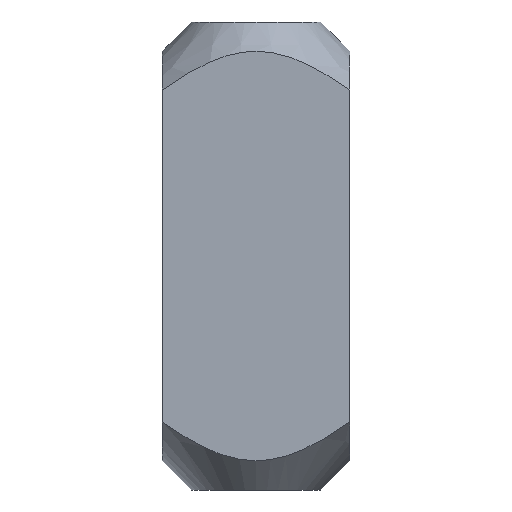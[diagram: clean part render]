
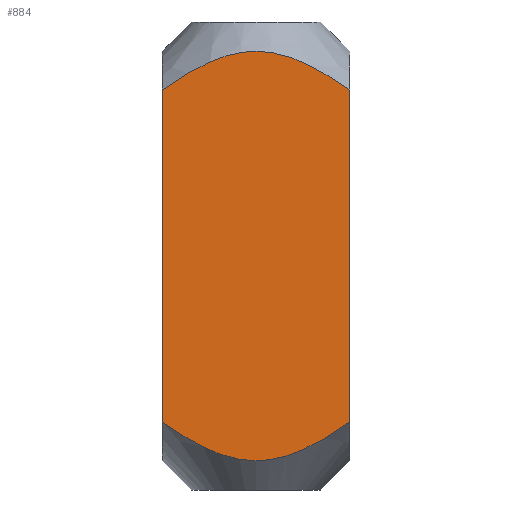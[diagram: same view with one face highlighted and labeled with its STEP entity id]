
A CAD part, front view. The second image highlights one B-rep face of the part: STEP entity #884.
In plain terms, the highlighted planar face has unit normal (0, -1, 0).
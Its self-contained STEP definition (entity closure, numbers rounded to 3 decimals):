
#35 = VERTEX_POINT('',#36);
#36 = CARTESIAN_POINT('',(-4.,-4.,2.907));
#44 = CONICAL_SURFACE('',#45,12.,0.785);
#45 = AXIS2_PLACEMENT_3D('',#46,#47,#48);
#46 = CARTESIAN_POINT('',(0.,0.,9.25));
#47 = DIRECTION('',(0.,0.,1.));
#48 = DIRECTION('',(1.,0.,0.));
#73 = PLANE('',#74);
#74 = AXIS2_PLACEMENT_3D('',#75,#76,#77);
#75 = CARTESIAN_POINT('',(-4.,9.,0.));
#76 = DIRECTION('',(1.,0.,0.));
#77 = DIRECTION('',(0.,-1.,0.));
#85 = EDGE_CURVE('',#35,#86,#88,.T.);
#86 = VERTEX_POINT('',#87);
#87 = CARTESIAN_POINT('',(4.,-4.,2.907));
#88 = SURFACE_CURVE('',#89,(#94,#114),.PCURVE_S1.);
#89 = HYPERBOLA('',#90,4.,4.);
#90 = AXIS2_PLACEMENT_3D('',#91,#92,#93);
#91 = CARTESIAN_POINT('',(0.,-4.,-2.75));
#92 = DIRECTION('',(0.,1.,0.));
#93 = DIRECTION('',(0.,0.,1.));
#94 = PCURVE('',#44,#95);
#95 = DEFINITIONAL_REPRESENTATION('',(#96),#113);
#96 = B_SPLINE_CURVE_WITH_KNOTS('',8,(#97,#98,#99,#100,#101,#102,#103,
    #104,#105,#106,#107,#108,#109,#110,#111,#112),.UNSPECIFIED.,.F.,.F.,
  (9,7,9),(-1.016,0.,1.016),.UNSPECIFIED.);
#97 = CARTESIAN_POINT('',(3.836,-5.752));
#98 = CARTESIAN_POINT('',(3.918,-6.361));
#99 = CARTESIAN_POINT('',(4.008,-6.856));
#100 = CARTESIAN_POINT('',(4.108,-7.25));
#101 = CARTESIAN_POINT('',(4.217,-7.555));
#102 = CARTESIAN_POINT('',(4.335,-7.779));
#103 = CARTESIAN_POINT('',(4.458,-7.926));
#104 = CARTESIAN_POINT('',(4.585,-8.));
#105 = CARTESIAN_POINT('',(4.839,-8.));
#106 = CARTESIAN_POINT('',(4.966,-7.926));
#107 = CARTESIAN_POINT('',(5.09,-7.779));
#108 = CARTESIAN_POINT('',(5.208,-7.555));
#109 = CARTESIAN_POINT('',(5.317,-7.25));
#110 = CARTESIAN_POINT('',(5.417,-6.856));
#111 = CARTESIAN_POINT('',(5.507,-6.361));
#112 = CARTESIAN_POINT('',(5.588,-5.752));
#113 = ( GEOMETRIC_REPRESENTATION_CONTEXT(2) 
PARAMETRIC_REPRESENTATION_CONTEXT() REPRESENTATION_CONTEXT('2D SPACE',''
  ) );
#114 = PCURVE('',#115,#120);
#115 = PLANE('',#116);
#116 = AXIS2_PLACEMENT_3D('',#117,#118,#119);
#117 = CARTESIAN_POINT('',(-4.,-4.,0.));
#118 = DIRECTION('',(0.,1.,0.));
#119 = DIRECTION('',(1.,0.,0.));
#120 = DEFINITIONAL_REPRESENTATION('',(#121),#125);
#121 = ( BOUNDED_CURVE() B_SPLINE_CURVE(2,(#122,#123,#124),
.UNSPECIFIED.,.F.,.F.) B_SPLINE_CURVE_WITH_KNOTS((3,3),(-1.016,
1.016),.PIECEWISE_BEZIER_KNOTS.) CURVE() 
GEOMETRIC_REPRESENTATION_ITEM() RATIONAL_B_SPLINE_CURVE((1.,
1.562,1.)) REPRESENTATION_ITEM('') );
#122 = CARTESIAN_POINT('',(-0.8,-3.498));
#123 = CARTESIAN_POINT('',(4.,0.189));
#124 = CARTESIAN_POINT('',(8.8,-3.498));
#125 = ( GEOMETRIC_REPRESENTATION_CONTEXT(2) 
PARAMETRIC_REPRESENTATION_CONTEXT() REPRESENTATION_CONTEXT('2D SPACE',''
  ) );
#150 = PLANE('',#151);
#151 = AXIS2_PLACEMENT_3D('',#152,#153,#154);
#152 = CARTESIAN_POINT('',(4.,-4.,0.));
#153 = DIRECTION('',(-1.,0.,0.));
#154 = DIRECTION('',(0.,1.,0.));
#371 = VERTEX_POINT('',#372);
#372 = CARTESIAN_POINT('',(-4.,-4.,17.093));
#387 = CONICAL_SURFACE('',#388,12.,0.785);
#388 = AXIS2_PLACEMENT_3D('',#389,#390,#391);
#389 = CARTESIAN_POINT('',(0.,0.,10.75));
#390 = DIRECTION('',(0.,0.,-1.));
#391 = DIRECTION('',(1.,0.,0.));
#416 = EDGE_CURVE('',#35,#371,#417,.T.);
#417 = SURFACE_CURVE('',#418,(#422,#429),.PCURVE_S1.);
#418 = LINE('',#419,#420);
#419 = CARTESIAN_POINT('',(-4.,-4.,0.));
#420 = VECTOR('',#421,1.);
#421 = DIRECTION('',(0.,0.,1.));
#422 = PCURVE('',#73,#423);
#423 = DEFINITIONAL_REPRESENTATION('',(#424),#428);
#424 = LINE('',#425,#426);
#425 = CARTESIAN_POINT('',(13.,0.));
#426 = VECTOR('',#427,1.);
#427 = DIRECTION('',(0.,-1.));
#428 = ( GEOMETRIC_REPRESENTATION_CONTEXT(2) 
PARAMETRIC_REPRESENTATION_CONTEXT() REPRESENTATION_CONTEXT('2D SPACE',''
  ) );
#429 = PCURVE('',#115,#430);
#430 = DEFINITIONAL_REPRESENTATION('',(#431),#435);
#431 = LINE('',#432,#433);
#432 = CARTESIAN_POINT('',(0.,0.));
#433 = VECTOR('',#434,1.);
#434 = DIRECTION('',(0.,-1.));
#435 = ( GEOMETRIC_REPRESENTATION_CONTEXT(2) 
PARAMETRIC_REPRESENTATION_CONTEXT() REPRESENTATION_CONTEXT('2D SPACE',''
  ) );
#650 = EDGE_CURVE('',#86,#651,#653,.T.);
#651 = VERTEX_POINT('',#652);
#652 = CARTESIAN_POINT('',(4.,-4.,17.093));
#653 = SURFACE_CURVE('',#654,(#658,#665),.PCURVE_S1.);
#654 = LINE('',#655,#656);
#655 = CARTESIAN_POINT('',(4.,-4.,0.));
#656 = VECTOR('',#657,1.);
#657 = DIRECTION('',(0.,0.,1.));
#658 = PCURVE('',#150,#659);
#659 = DEFINITIONAL_REPRESENTATION('',(#660),#664);
#660 = LINE('',#661,#662);
#661 = CARTESIAN_POINT('',(0.,0.));
#662 = VECTOR('',#663,1.);
#663 = DIRECTION('',(0.,-1.));
#664 = ( GEOMETRIC_REPRESENTATION_CONTEXT(2) 
PARAMETRIC_REPRESENTATION_CONTEXT() REPRESENTATION_CONTEXT('2D SPACE',''
  ) );
#665 = PCURVE('',#115,#666);
#666 = DEFINITIONAL_REPRESENTATION('',(#667),#671);
#667 = LINE('',#668,#669);
#668 = CARTESIAN_POINT('',(8.,0.));
#669 = VECTOR('',#670,1.);
#670 = DIRECTION('',(0.,-1.));
#671 = ( GEOMETRIC_REPRESENTATION_CONTEXT(2) 
PARAMETRIC_REPRESENTATION_CONTEXT() REPRESENTATION_CONTEXT('2D SPACE',''
  ) );
#884 = ADVANCED_FACE('',(#885),#115,.F.);
#885 = FACE_BOUND('',#886,.F.);
#886 = EDGE_LOOP('',(#887,#888,#889,#924));
#887 = ORIENTED_EDGE('',*,*,#85,.F.);
#888 = ORIENTED_EDGE('',*,*,#416,.T.);
#889 = ORIENTED_EDGE('',*,*,#890,.F.);
#890 = EDGE_CURVE('',#651,#371,#891,.T.);
#891 = SURFACE_CURVE('',#892,(#897,#904),.PCURVE_S1.);
#892 = HYPERBOLA('',#893,4.,4.);
#893 = AXIS2_PLACEMENT_3D('',#894,#895,#896);
#894 = CARTESIAN_POINT('',(0.,-4.,22.75));
#895 = DIRECTION('',(0.,1.,0.));
#896 = DIRECTION('',(0.,0.,-1.));
#897 = PCURVE('',#115,#898);
#898 = DEFINITIONAL_REPRESENTATION('',(#899),#903);
#899 = ( BOUNDED_CURVE() B_SPLINE_CURVE(2,(#900,#901,#902),
.UNSPECIFIED.,.F.,.F.) B_SPLINE_CURVE_WITH_KNOTS((3,3),(-1.016,
1.016),.PIECEWISE_BEZIER_KNOTS.) CURVE() 
GEOMETRIC_REPRESENTATION_ITEM() RATIONAL_B_SPLINE_CURVE((1.,
1.562,1.)) REPRESENTATION_ITEM('') );
#900 = CARTESIAN_POINT('',(8.8,-16.502));
#901 = CARTESIAN_POINT('',(4.,-20.189));
#902 = CARTESIAN_POINT('',(-0.8,-16.502));
#903 = ( GEOMETRIC_REPRESENTATION_CONTEXT(2) 
PARAMETRIC_REPRESENTATION_CONTEXT() REPRESENTATION_CONTEXT('2D SPACE',''
  ) );
#904 = PCURVE('',#387,#905);
#905 = DEFINITIONAL_REPRESENTATION('',(#906),#923);
#906 = B_SPLINE_CURVE_WITH_KNOTS('',8,(#907,#908,#909,#910,#911,#912,
    #913,#914,#915,#916,#917,#918,#919,#920,#921,#922),.UNSPECIFIED.,.F.
  ,.F.,(9,7,9),(-1.016,0.,1.016),
  .UNSPECIFIED.);
#907 = CARTESIAN_POINT('',(-5.588,-5.752));
#908 = CARTESIAN_POINT('',(-5.507,-6.361));
#909 = CARTESIAN_POINT('',(-5.417,-6.856));
#910 = CARTESIAN_POINT('',(-5.317,-7.25));
#911 = CARTESIAN_POINT('',(-5.208,-7.555));
#912 = CARTESIAN_POINT('',(-5.09,-7.779));
#913 = CARTESIAN_POINT('',(-4.966,-7.926));
#914 = CARTESIAN_POINT('',(-4.839,-8.));
#915 = CARTESIAN_POINT('',(-4.585,-8.));
#916 = CARTESIAN_POINT('',(-4.458,-7.926));
#917 = CARTESIAN_POINT('',(-4.335,-7.779));
#918 = CARTESIAN_POINT('',(-4.217,-7.555));
#919 = CARTESIAN_POINT('',(-4.108,-7.25));
#920 = CARTESIAN_POINT('',(-4.008,-6.856));
#921 = CARTESIAN_POINT('',(-3.918,-6.361));
#922 = CARTESIAN_POINT('',(-3.836,-5.752));
#923 = ( GEOMETRIC_REPRESENTATION_CONTEXT(2) 
PARAMETRIC_REPRESENTATION_CONTEXT() REPRESENTATION_CONTEXT('2D SPACE',''
  ) );
#924 = ORIENTED_EDGE('',*,*,#650,.F.);
